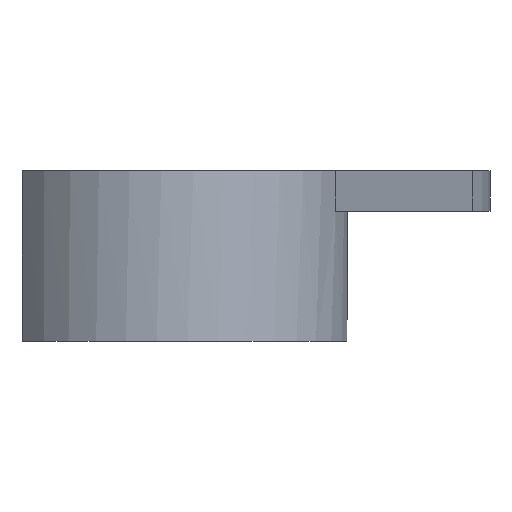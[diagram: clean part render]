
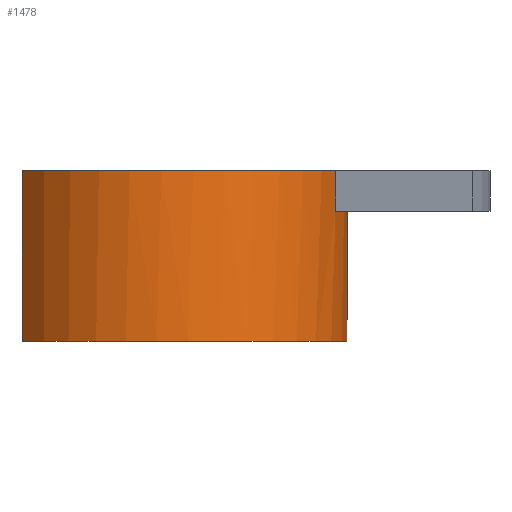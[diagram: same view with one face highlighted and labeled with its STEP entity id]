
A CAD part, front view. The second image highlights one B-rep face of the part: STEP entity #1478.
In plain terms, the highlighted cylindrical face has radius 4.5 mm (diameter 9 mm), a partial arc.
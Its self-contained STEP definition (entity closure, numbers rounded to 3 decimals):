
#24 = VERTEX_POINT('',#25);
#25 = CARTESIAN_POINT('',(-28.796,4.558,-29.));
#32 = PLANE('',#33);
#33 = AXIS2_PLACEMENT_3D('',#34,#35,#36);
#34 = CARTESIAN_POINT('',(-25.422,11.787,-29.));
#35 = DIRECTION('',(-0.906,0.423,0.)
  );
#36 = DIRECTION('',(-0.423,-0.906,0.));
#44 = PLANE('',#45);
#45 = AXIS2_PLACEMENT_3D('',#46,#47,#48);
#46 = CARTESIAN_POINT('',(-30.572,18.684,-29.));
#47 = DIRECTION('',(0.,0.,1.));
#48 = DIRECTION('',(0.,1.,0.));
#85 = VERTEX_POINT('',#86);
#86 = CARTESIAN_POINT('',(-28.796,4.558,-30.));
#100 = PLANE('',#101);
#101 = AXIS2_PLACEMENT_3D('',#102,#103,#104);
#102 = CARTESIAN_POINT('',(-30.583,18.69,-30.));
#103 = DIRECTION('',(0.,0.,-1.));
#104 = DIRECTION('',(0.,-1.,0.));
#112 = EDGE_CURVE('',#85,#24,#113,.T.);
#113 = SURFACE_CURVE('',#114,(#118,#124),.PCURVE_S1.);
#114 = LINE('',#115,#116);
#115 = CARTESIAN_POINT('',(-28.796,4.558,-29.));
#116 = VECTOR('',#117,1.);
#117 = DIRECTION('',(0.,0.,1.));
#118 = PCURVE('',#32,#119);
#119 = DEFINITIONAL_REPRESENTATION('',(#120),#123);
#120 = B_SPLINE_CURVE_WITH_KNOTS('',1,(#121,#122),.UNSPECIFIED.,.F.,.F.,
  (2,2),(-1.1,0.),.PIECEWISE_BEZIER_KNOTS.);
#121 = CARTESIAN_POINT('',(7.977,-1.1));
#122 = CARTESIAN_POINT('',(7.977,0.));
#123 = ( GEOMETRIC_REPRESENTATION_CONTEXT(2) 
PARAMETRIC_REPRESENTATION_CONTEXT() REPRESENTATION_CONTEXT('2D SPACE',''
  ) );
#124 = PCURVE('',#125,#130);
#125 = CYLINDRICAL_SURFACE('',#126,4.5);
#126 = AXIS2_PLACEMENT_3D('',#127,#128,#129);
#127 = CARTESIAN_POINT('',(-33.,6.162,-29.));
#128 = DIRECTION('',(0.,0.,1.));
#129 = DIRECTION('',(-1.,0.,0.));
#130 = DEFINITIONAL_REPRESENTATION('',(#131),#134);
#131 = B_SPLINE_CURVE_WITH_KNOTS('',1,(#132,#133),.UNSPECIFIED.,.F.,.F.,
  (2,2),(-1.1,0.),.PIECEWISE_BEZIER_KNOTS.);
#132 = CARTESIAN_POINT('',(-3.506,-1.1));
#133 = CARTESIAN_POINT('',(-3.506,0.));
#134 = ( GEOMETRIC_REPRESENTATION_CONTEXT(2) 
PARAMETRIC_REPRESENTATION_CONTEXT() REPRESENTATION_CONTEXT('2D SPACE',''
  ) );
#1038 = PLANE('',#1039);
#1039 = AXIS2_PLACEMENT_3D('',#1040,#1041,#1042);
#1040 = CARTESIAN_POINT('',(-36.5,40.,-35.));
#1041 = DIRECTION('',(1.,0.,0.));
#1042 = DIRECTION('',(0.,-1.,0.));
#1077 = VERTEX_POINT('',#1078);
#1078 = CARTESIAN_POINT('',(-36.5,3.334,-29.));
#1099 = EDGE_CURVE('',#1100,#1077,#1102,.T.);
#1100 = VERTEX_POINT('',#1101);
#1101 = CARTESIAN_POINT('',(-36.5,3.334,-33.2));
#1102 = SURFACE_CURVE('',#1103,(#1107,#1113),.PCURVE_S1.);
#1103 = LINE('',#1104,#1105);
#1104 = CARTESIAN_POINT('',(-36.5,3.334,-29.));
#1105 = VECTOR('',#1106,1.);
#1106 = DIRECTION('',(0.,0.,1.));
#1107 = PCURVE('',#1038,#1108);
#1108 = DEFINITIONAL_REPRESENTATION('',(#1109),#1112);
#1109 = B_SPLINE_CURVE_WITH_KNOTS('',1,(#1110,#1111),.UNSPECIFIED.,.F.,
  .F.,(2,2),(-4.2,0.),.PIECEWISE_BEZIER_KNOTS.);
#1110 = CARTESIAN_POINT('',(36.666,-1.8));
#1111 = CARTESIAN_POINT('',(36.666,-6.));
#1112 = ( GEOMETRIC_REPRESENTATION_CONTEXT(2) 
PARAMETRIC_REPRESENTATION_CONTEXT() REPRESENTATION_CONTEXT('2D SPACE',''
  ) );
#1113 = PCURVE('',#125,#1114);
#1114 = DEFINITIONAL_REPRESENTATION('',(#1115),#1118);
#1115 = B_SPLINE_CURVE_WITH_KNOTS('',1,(#1116,#1117),.UNSPECIFIED.,.F.,
  .F.,(2,2),(-4.2,0.),.PIECEWISE_BEZIER_KNOTS.);
#1116 = CARTESIAN_POINT('',(-5.604,-4.2));
#1117 = CARTESIAN_POINT('',(-5.604,0.));
#1118 = ( GEOMETRIC_REPRESENTATION_CONTEXT(2) 
PARAMETRIC_REPRESENTATION_CONTEXT() REPRESENTATION_CONTEXT('2D SPACE',''
  ) );
#1121 = VERTEX_POINT('',#1122);
#1122 = CARTESIAN_POINT('',(-36.5,8.991,-33.2));
#1135 = PLANE('',#1136);
#1136 = AXIS2_PLACEMENT_3D('',#1137,#1138,#1139);
#1137 = CARTESIAN_POINT('',(-33.,6.162,-33.2));
#1138 = DIRECTION('',(0.,0.,-1.));
#1139 = DIRECTION('',(0.,-1.,0.));
#1146 = EDGE_CURVE('',#1121,#1147,#1149,.T.);
#1147 = VERTEX_POINT('',#1148);
#1148 = CARTESIAN_POINT('',(-36.5,8.991,-30.));
#1149 = SURFACE_CURVE('',#1150,(#1154,#1160),.PCURVE_S1.);
#1150 = LINE('',#1151,#1152);
#1151 = CARTESIAN_POINT('',(-36.5,8.991,-29.));
#1152 = VECTOR('',#1153,1.);
#1153 = DIRECTION('',(0.,0.,1.));
#1154 = PCURVE('',#1038,#1155);
#1155 = DEFINITIONAL_REPRESENTATION('',(#1156),#1159);
#1156 = B_SPLINE_CURVE_WITH_KNOTS('',1,(#1157,#1158),.UNSPECIFIED.,.F.,
  .F.,(2,2),(-4.2,0.),.PIECEWISE_BEZIER_KNOTS.);
#1157 = CARTESIAN_POINT('',(31.009,-1.8));
#1158 = CARTESIAN_POINT('',(31.009,-6.));
#1159 = ( GEOMETRIC_REPRESENTATION_CONTEXT(2) 
PARAMETRIC_REPRESENTATION_CONTEXT() REPRESENTATION_CONTEXT('2D SPACE',''
  ) );
#1160 = PCURVE('',#125,#1161);
#1161 = DEFINITIONAL_REPRESENTATION('',(#1162),#1165);
#1162 = B_SPLINE_CURVE_WITH_KNOTS('',1,(#1163,#1164),.UNSPECIFIED.,.F.,
  .F.,(2,2),(-4.2,0.),.PIECEWISE_BEZIER_KNOTS.);
#1163 = CARTESIAN_POINT('',(-0.68,-4.2));
#1164 = CARTESIAN_POINT('',(-0.68,0.));
#1165 = ( GEOMETRIC_REPRESENTATION_CONTEXT(2) 
PARAMETRIC_REPRESENTATION_CONTEXT() REPRESENTATION_CONTEXT('2D SPACE',''
  ) );
#1198 = EDGE_CURVE('',#85,#1147,#1199,.T.);
#1199 = SURFACE_CURVE('',#1200,(#1205,#1216),.PCURVE_S1.);
#1200 = CIRCLE('',#1201,4.5);
#1201 = AXIS2_PLACEMENT_3D('',#1202,#1203,#1204);
#1202 = CARTESIAN_POINT('',(-33.,6.162,-30.));
#1203 = DIRECTION('',(0.,0.,1.));
#1204 = DIRECTION('',(-1.,0.,0.));
#1205 = PCURVE('',#100,#1206);
#1206 = DEFINITIONAL_REPRESENTATION('',(#1207),#1215);
#1207 = ( BOUNDED_CURVE() B_SPLINE_CURVE(2,(#1208,#1209,#1210,#1211,
#1212,#1213,#1214),.UNSPECIFIED.,.T.,.F.) B_SPLINE_CURVE_WITH_KNOTS((1,2
    ,2,2,2,1),(-2.094,0.,2.094,4.189,
6.283,8.378),.UNSPECIFIED.) CURVE() 
GEOMETRIC_REPRESENTATION_ITEM() RATIONAL_B_SPLINE_CURVE((1.,0.5,1.,0.5,
1.,0.5,1.)) REPRESENTATION_ITEM('') );
#1208 = CARTESIAN_POINT('',(12.528,6.917));
#1209 = CARTESIAN_POINT('',(20.322,6.917));
#1210 = CARTESIAN_POINT('',(16.425,0.167));
#1211 = CARTESIAN_POINT('',(12.528,-6.583));
#1212 = CARTESIAN_POINT('',(8.631,0.167));
#1213 = CARTESIAN_POINT('',(4.733,6.917));
#1214 = CARTESIAN_POINT('',(12.528,6.917));
#1215 = ( GEOMETRIC_REPRESENTATION_CONTEXT(2) 
PARAMETRIC_REPRESENTATION_CONTEXT() REPRESENTATION_CONTEXT('2D SPACE',''
  ) );
#1216 = PCURVE('',#125,#1217);
#1217 = DEFINITIONAL_REPRESENTATION('',(#1218),#1222);
#1218 = LINE('',#1219,#1220);
#1219 = CARTESIAN_POINT('',(-6.283,-1.));
#1220 = VECTOR('',#1221,1.);
#1221 = DIRECTION('',(1.,-0.));
#1222 = ( GEOMETRIC_REPRESENTATION_CONTEXT(2) 
PARAMETRIC_REPRESENTATION_CONTEXT() REPRESENTATION_CONTEXT('2D SPACE',''
  ) );
#1478 = ADVANCED_FACE('',(#1479),#125,.T.);
#1479 = FACE_BOUND('',#1480,.F.);
#1480 = EDGE_LOOP('',(#1481,#1482,#1508,#1509,#1510,#1511));
#1481 = ORIENTED_EDGE('',*,*,#1099,.T.);
#1482 = ORIENTED_EDGE('',*,*,#1483,.F.);
#1483 = EDGE_CURVE('',#24,#1077,#1484,.T.);
#1484 = SURFACE_CURVE('',#1485,(#1490,#1497),.PCURVE_S1.);
#1485 = CIRCLE('',#1486,4.5);
#1486 = AXIS2_PLACEMENT_3D('',#1487,#1488,#1489);
#1487 = CARTESIAN_POINT('',(-33.,6.162,-29.));
#1488 = DIRECTION('',(0.,0.,-1.));
#1489 = DIRECTION('',(-1.,0.,0.));
#1490 = PCURVE('',#125,#1491);
#1491 = DEFINITIONAL_REPRESENTATION('',(#1492),#1496);
#1492 = LINE('',#1493,#1494);
#1493 = CARTESIAN_POINT('',(-0.,0.));
#1494 = VECTOR('',#1495,1.);
#1495 = DIRECTION('',(-1.,0.));
#1496 = ( GEOMETRIC_REPRESENTATION_CONTEXT(2) 
PARAMETRIC_REPRESENTATION_CONTEXT() REPRESENTATION_CONTEXT('2D SPACE',''
  ) );
#1497 = PCURVE('',#44,#1498);
#1498 = DEFINITIONAL_REPRESENTATION('',(#1499),#1507);
#1499 = ( BOUNDED_CURVE() B_SPLINE_CURVE(2,(#1500,#1501,#1502,#1503,
#1504,#1505,#1506),.UNSPECIFIED.,.T.,.F.) B_SPLINE_CURVE_WITH_KNOTS((1,2
    ,2,2,2,1),(-2.094,0.,2.094,4.189,
6.283,8.378),.UNSPECIFIED.) CURVE() 
GEOMETRIC_REPRESENTATION_ITEM() RATIONAL_B_SPLINE_CURVE((1.,0.5,1.,0.5,
1.,0.5,1.)) REPRESENTATION_ITEM('') );
#1500 = CARTESIAN_POINT('',(-12.521,6.928));
#1501 = CARTESIAN_POINT('',(-4.727,6.928));
#1502 = CARTESIAN_POINT('',(-8.624,0.178));
#1503 = CARTESIAN_POINT('',(-12.521,-6.572));
#1504 = CARTESIAN_POINT('',(-16.418,0.178));
#1505 = CARTESIAN_POINT('',(-20.316,6.928));
#1506 = CARTESIAN_POINT('',(-12.521,6.928));
#1507 = ( GEOMETRIC_REPRESENTATION_CONTEXT(2) 
PARAMETRIC_REPRESENTATION_CONTEXT() REPRESENTATION_CONTEXT('2D SPACE',''
  ) );
#1508 = ORIENTED_EDGE('',*,*,#112,.F.);
#1509 = ORIENTED_EDGE('',*,*,#1198,.T.);
#1510 = ORIENTED_EDGE('',*,*,#1146,.F.);
#1511 = ORIENTED_EDGE('',*,*,#1512,.T.);
#1512 = EDGE_CURVE('',#1121,#1100,#1513,.T.);
#1513 = SURFACE_CURVE('',#1514,(#1519,#1526),.PCURVE_S1.);
#1514 = CIRCLE('',#1515,4.5);
#1515 = AXIS2_PLACEMENT_3D('',#1516,#1517,#1518);
#1516 = CARTESIAN_POINT('',(-33.,6.162,-33.2));
#1517 = DIRECTION('',(0.,0.,-1.));
#1518 = DIRECTION('',(-1.,0.,0.));
#1519 = PCURVE('',#125,#1520);
#1520 = DEFINITIONAL_REPRESENTATION('',(#1521),#1525);
#1521 = LINE('',#1522,#1523);
#1522 = CARTESIAN_POINT('',(-0.,-4.2));
#1523 = VECTOR('',#1524,1.);
#1524 = DIRECTION('',(-1.,0.));
#1525 = ( GEOMETRIC_REPRESENTATION_CONTEXT(2) 
PARAMETRIC_REPRESENTATION_CONTEXT() REPRESENTATION_CONTEXT('2D SPACE',''
  ) );
#1526 = PCURVE('',#1135,#1527);
#1527 = DEFINITIONAL_REPRESENTATION('',(#1528),#1532);
#1528 = CIRCLE('',#1529,4.5);
#1529 = AXIS2_PLACEMENT_2D('',#1530,#1531);
#1530 = CARTESIAN_POINT('',(0.,0.));
#1531 = DIRECTION('',(0.,1.));
#1532 = ( GEOMETRIC_REPRESENTATION_CONTEXT(2) 
PARAMETRIC_REPRESENTATION_CONTEXT() REPRESENTATION_CONTEXT('2D SPACE',''
  ) );
